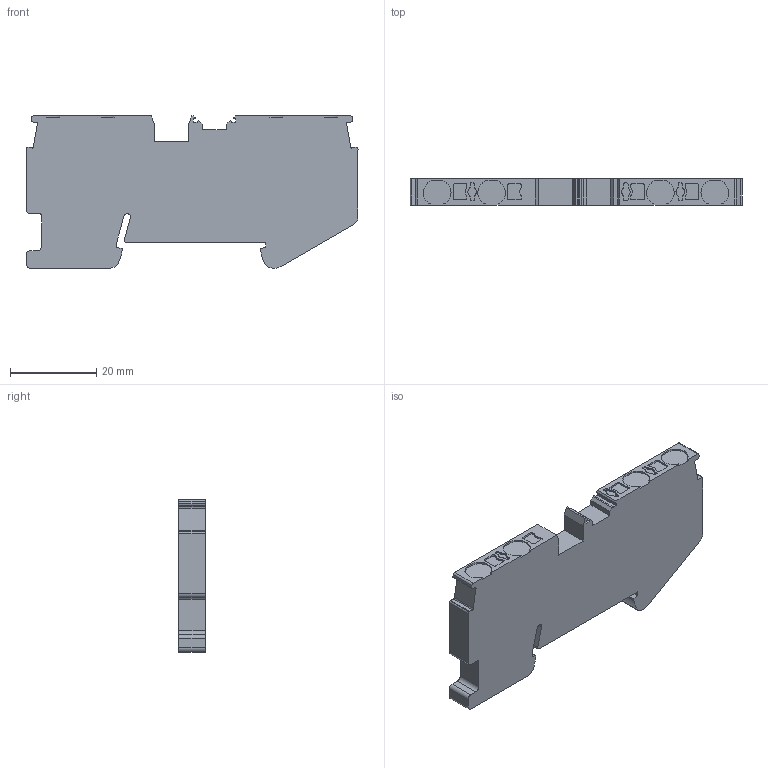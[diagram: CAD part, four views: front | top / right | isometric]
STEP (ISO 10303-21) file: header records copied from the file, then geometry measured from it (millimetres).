
FILE_DESCRIPTION( ( 'STEP AP203' ), '1' );
FILE_NAME( 'DPT4-4-20190605.stp', '2022-12-15T09:49:08', ( ' ' ), ( ' ' ), 'XStep 1.0', ' ', ' ' );
FILE_SCHEMA( ( 'CONFIG_CONTROL_DESIGN) ( )' ) );
Length unit declared in the file: metre
Products named in the file (1): 1
Bounding box: 76.9 x 6.15 x 35.25 mm (x, y, z)
Volume: 13889.4 mm3; surface area: 6249.3 mm2
Topology: 1 solids, 1 shells, 231 faces, 666 edges, 444 vertices
Faces by surface type: plane 123, cylinder 108
Entity records: 7680 total; most frequent: DIRECTION 1346, CARTESIAN_POINT 1342, ORIENTED_EDGE 1332, EDGE_CURVE 666, LINE 450, VECTOR 450, AXIS2_PLACEMENT_3D 448, VERTEX_POINT 444
